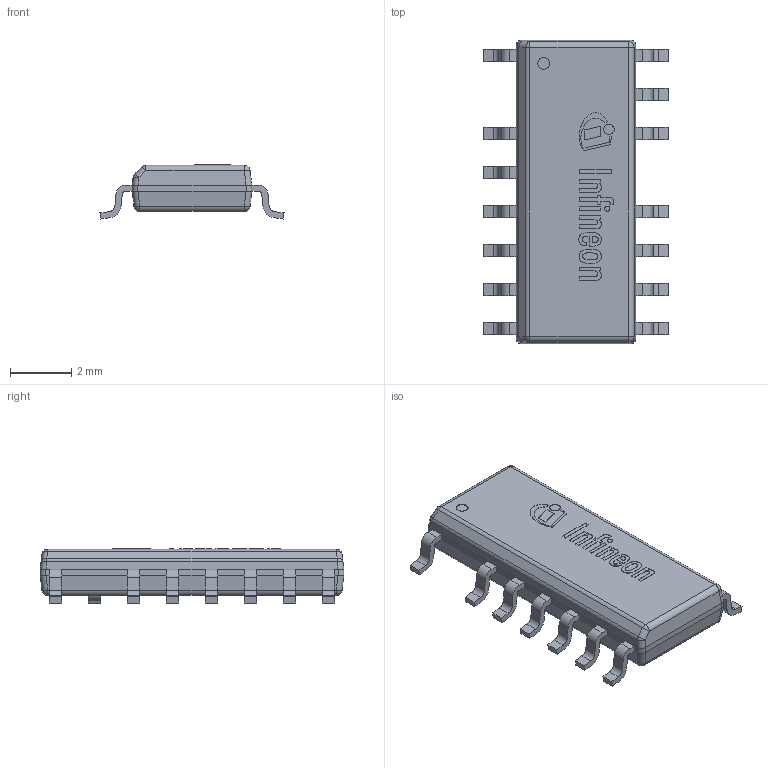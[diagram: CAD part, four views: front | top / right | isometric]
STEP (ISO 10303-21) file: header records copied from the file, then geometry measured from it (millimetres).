
FILE_DESCRIPTION(/* description */ (''),/* implementation_level */ '2;1');
FILE_NAME(/* name */ 'PG-DSO-14-67_Z8B00184267_V02_3D.stp',/* time_stamp */ '2021-07-29T16:51:43+05:00',/* author */ ('janartha'),/* organization */ (''),/* preprocessor_version */ 'ST-DEVELOPER v16.13',/* originating_system */ 'AutoCAD Mechanical',/* authorisation */ '');
FILE_SCHEMA (('AUTOMOTIVE_DESIGN { 1 0 10303 214 3 1 1 }'));
Length unit declared in the file: millimetre
Products named in the file (1): Product
Bounding box: 6 x 9.9 x 1.76 mm (x, y, z)
Volume: 57.6 mm3; surface area: 298.4 mm2
Topology: 30 solids, 30 shells, 366 faces, 885 edges, 580 vertices
Faces by surface type: plane 253, cylinder 81, bspline 22, sphere 10
Full cylindrical faces by diameter (mm): 0.169 x1, 0.34 x1, 0.38 x2
Entity records: 10777 total; most frequent: CARTESIAN_POINT 2222, ORIENTED_EDGE 1762, DIRECTION 1705, EDGE_CURVE 881, LINE 675, VECTOR 675, VERTEX_POINT 580, AXIS2_PLACEMENT_3D 515
